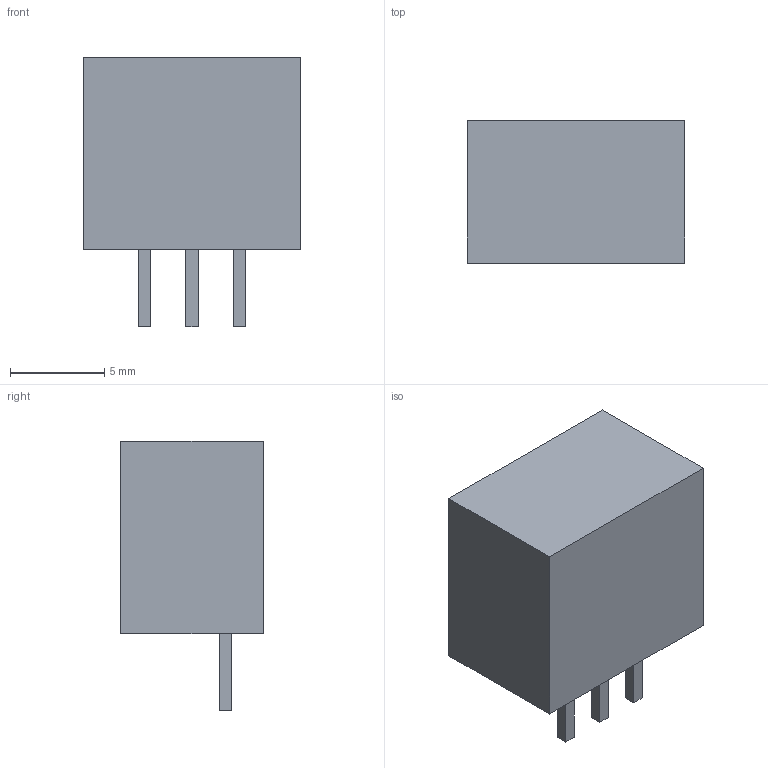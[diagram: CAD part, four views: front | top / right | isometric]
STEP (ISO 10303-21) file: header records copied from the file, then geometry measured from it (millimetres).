
FILE_DESCRIPTION(('FreeCAD Model'),'2;1');
FILE_NAME('Open CASCADE Shape Model','2023-11-30T00:36:40',(''),(''), 'Open CASCADE STEP processor 7.6','FreeCAD','Unknown');
FILE_SCHEMA(('AUTOMOTIVE_DESIGN { 1 0 10303 214 1 1 1 1 }'));
Length unit declared in the file: millimetre
Products named in the file (1): LinearPattern
Bounding box: 11.5 x 7.55 x 14.3 mm (x, y, z)
Volume: 890.7 mm3; surface area: 593.8 mm2
Topology: 1 solids, 1 shells, 21 faces, 48 edges, 32 vertices
Faces by surface type: plane 21
Entity records: 753 total; most frequent: CARTESIAN_POINT 102, ORIENTED_EDGE 96, DIRECTION 92, EDGE_CURVE 48, LINE 48, VECTOR 48, VERTEX_POINT 32, FACE_BOUND 24
